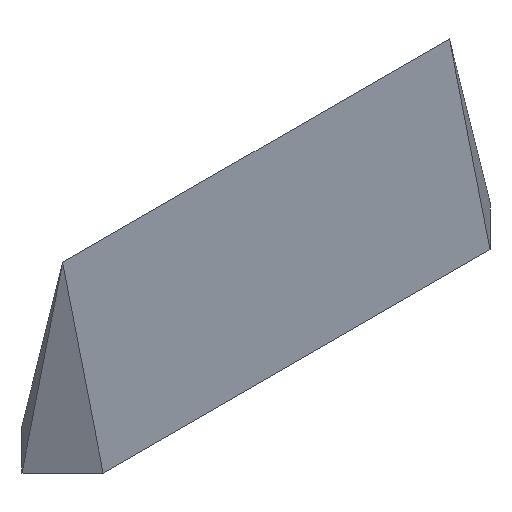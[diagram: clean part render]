
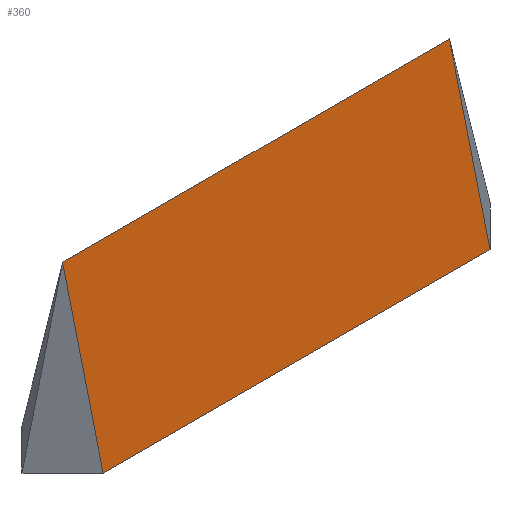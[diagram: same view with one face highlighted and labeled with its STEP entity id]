
A CAD part, isometric view. The second image highlights one B-rep face of the part: STEP entity #360.
In plain terms, the highlighted planar face has unit normal (0, -0.97, 0.242).
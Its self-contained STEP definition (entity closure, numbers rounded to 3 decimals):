
#26=PLANE('',#423);
#51=FACE_OUTER_BOUND('',#76,.T.);
#76=EDGE_LOOP('',(#329,#330,#331,#332));
#91=LINE('',#622,#116);
#97=LINE('',#634,#122);
#101=LINE('',#641,#126);
#102=LINE('',#643,#127);
#116=VECTOR('',#514,10.);
#122=VECTOR('',#524,10.);
#126=VECTOR('',#532,10.);
#127=VECTOR('',#535,10.);
#182=VERTEX_POINT('',#618);
#184=VERTEX_POINT('',#621);
#187=VERTEX_POINT('',#630);
#188=VERTEX_POINT('',#632);
#227=EDGE_CURVE('',#182,#184,#91,.T.);
#233=EDGE_CURVE('',#188,#187,#97,.T.);
#237=EDGE_CURVE('',#188,#184,#101,.T.);
#238=EDGE_CURVE('',#187,#182,#102,.T.);
#329=ORIENTED_EDGE('',*,*,#237,.T.);
#330=ORIENTED_EDGE('',*,*,#227,.F.);
#331=ORIENTED_EDGE('',*,*,#238,.F.);
#332=ORIENTED_EDGE('',*,*,#233,.F.);
#360=ADVANCED_FACE('',(#51),#26,.T.);
#423=AXIS2_PLACEMENT_3D('',#642,#533,#534);
#514=DIRECTION('',(0.,-0.243,-0.97));
#524=DIRECTION('',(0.,0.243,0.97));
#532=DIRECTION('',(1.,0.,0.));
#533=DIRECTION('center_axis',(0.,-0.97,0.243));
#534=DIRECTION('ref_axis',(0.,-0.243,-0.97));
#535=DIRECTION('',(1.,0.,0.));
#618=CARTESIAN_POINT('',(71.51,0.,60.));
#621=CARTESIAN_POINT('',(71.51,-15.,0.));
#622=CARTESIAN_POINT('',(71.51,0.,60.));
#630=CARTESIAN_POINT('',(-71.51,0.,60.));
#632=CARTESIAN_POINT('',(-71.51,-15.,0.));
#634=CARTESIAN_POINT('',(-71.51,0.,60.));
#641=CARTESIAN_POINT('',(0.,-15.,0.));
#642=CARTESIAN_POINT('Origin',(0.,0.,60.));
#643=CARTESIAN_POINT('',(0.,0.,60.));
